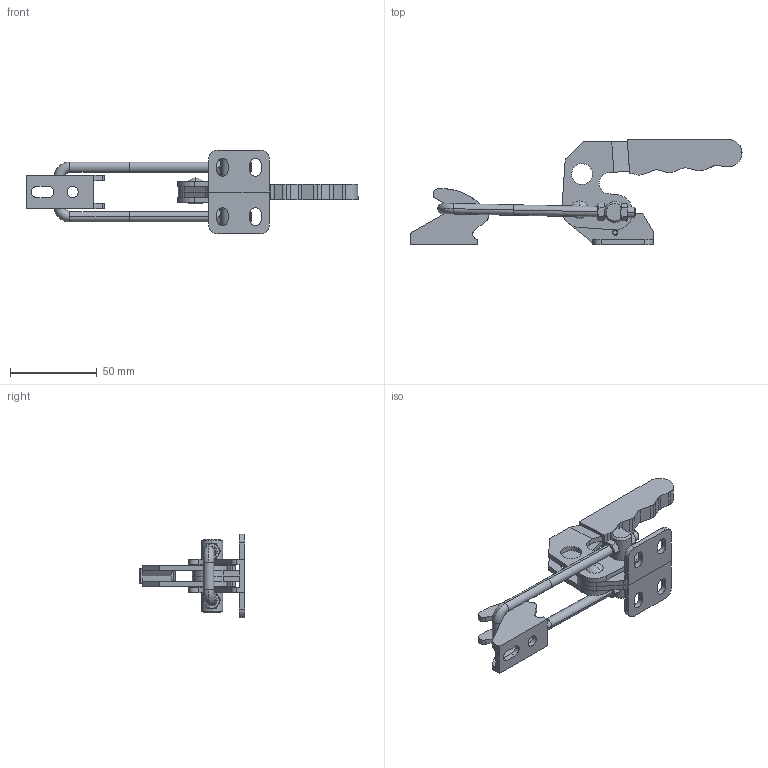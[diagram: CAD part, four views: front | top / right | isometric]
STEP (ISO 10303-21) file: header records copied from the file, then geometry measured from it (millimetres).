
FILE_DESCRIPTION (( 'STEP AP214' ), '1' );
FILE_NAME ('GH-40840-SS(Â²¤Æ).STEP', '2020-07-09T08:53:40', ( 'LinWei' ), ( '' ), 'SwSTEP 2.0', 'SolidWorks 2016', '' );
FILE_SCHEMA (( 'AUTOMOTIVE_DESIGN' ));
Length unit declared in the file: millimetre
Products named in the file (6): Group2^GH-40840-SS(簡化); Group1^GH-40840-SS(簡化); 14084014-1^GH-40840-SS(簡化); Group3^GH-40840-SS(簡化); GH-40840-SS(簡化); 14084044-1^GH-40840-SS(簡化)
Assembly tree (5 placements, depth 2):
  GH-40840-SS(簡化)
    Group1^GH-40840-SS(簡化)
    Group2^GH-40840-SS(簡化)
    Group3^GH-40840-SS(簡化)
    14084014-1^GH-40840-SS(簡化)
    14084044-1^GH-40840-SS(簡化)
Bounding box: 190.98 x 60.53 x 48 mm (x, y, z)
Volume: 45341.6 mm3; surface area: 29218.9 mm2
Topology: 5 solids, 5 shells, 261 faces, 719 edges, 467 vertices
Faces by surface type: plane 126, cylinder 102, cone 25, torus 6, sphere 2
Entity records: 9629 total; most frequent: CARTESIAN_POINT 2159, DIRECTION 1445, ORIENTED_EDGE 1438, EDGE_CURVE 719, AXIS2_PLACEMENT_3D 529, VERTEX_POINT 467, LINE 387, VECTOR 387
